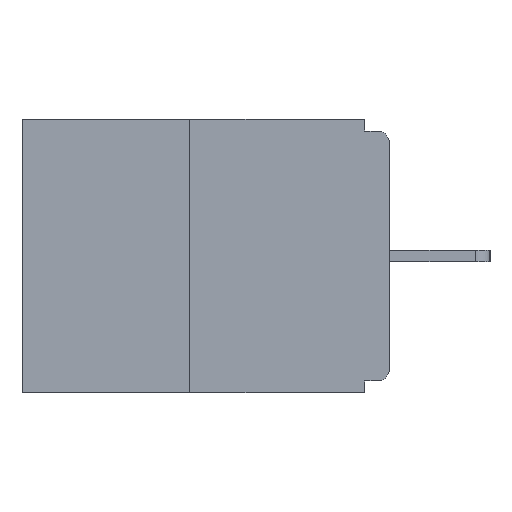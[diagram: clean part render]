
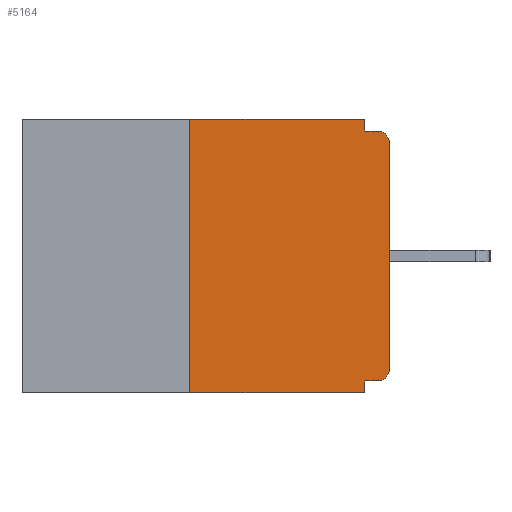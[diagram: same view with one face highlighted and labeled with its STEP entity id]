
A CAD part, left-side view. The second image highlights one B-rep face of the part: STEP entity #5164.
In plain terms, the highlighted planar face has unit normal (-1, 0, 0).
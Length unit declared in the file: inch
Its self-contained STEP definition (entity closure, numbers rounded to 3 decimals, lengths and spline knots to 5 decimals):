
#219 = ORIENTED_EDGE ( 'NONE', *, *, #3240, .F. ) ;
#264 = DIRECTION ( 'NONE',  ( 0., 0., -1. ) ) ;
#1453 = LINE ( 'NONE', #10688, #17642 ) ;
#1525 = DIRECTION ( 'NONE',  ( 0., -1., 0. ) ) ;
#1577 = CARTESIAN_POINT ( 'NONE',  ( 0., 0.46, 0. ) ) ;
#1647 = EDGE_CURVE ( 'NONE', #2281, #14050, #12089, .T. ) ;
#1668 = VECTOR ( 'NONE', #7608, 39.37008 ) ;
#1756 = DIRECTION ( 'NONE',  ( 0., 0., -1. ) ) ;
#1873 = LINE ( 'NONE', #1577, #3932 ) ;
#1895 = VECTOR ( 'NONE', #7137, 39.37008 ) ;
#2281 = VERTEX_POINT ( 'NONE', #5871 ) ;
#2315 = CARTESIAN_POINT ( 'NONE',  ( 0., 0.015, -0.015 ) ) ;
#2370 = EDGE_CURVE ( 'NONE', #6078, #2281, #1453, .T. ) ;
#2750 = VERTEX_POINT ( 'NONE', #7391 ) ;
#2858 = LINE ( 'NONE', #10743, #11259 ) ;
#2907 = LINE ( 'NONE', #10793, #1895 ) ;
#3240 = EDGE_CURVE ( 'NONE', #9251, #17335, #4371, .T. ) ;
#3406 = VECTOR ( 'NONE', #16661, 39.37008 ) ;
#3932 = VECTOR ( 'NONE', #12642, 39.37008 ) ;
#4371 = LINE ( 'NONE', #20047, #4741 ) ;
#4741 = VECTOR ( 'NONE', #16951, 39.37008 ) ;
#4972 = CARTESIAN_POINT ( 'NONE',  ( 0., 0.25, -0.343 ) ) ;
#5067 = VERTEX_POINT ( 'NONE', #13683 ) ;
#5164 = ADVANCED_FACE ( 'NONE', ( #14272 ), #13059, .F. ) ;
#5471 = ORIENTED_EDGE ( 'NONE', *, *, #1647, .F. ) ;
#5871 = CARTESIAN_POINT ( 'NONE',  ( 0., 0.031, -0.015 ) ) ;
#5948 = DIRECTION ( 'NONE',  ( -1., 0., 0. ) ) ;
#6078 = VERTEX_POINT ( 'NONE', #14322 ) ;
#6175 = DIRECTION ( 'NONE',  ( 0., 0., -1. ) ) ;
#6427 = EDGE_CURVE ( 'NONE', #5067, #9241, #2858, .T. ) ;
#6714 = CARTESIAN_POINT ( 'NONE',  ( 0., 0.46, 0. ) ) ;
#6838 = CIRCLE ( 'NONE', #17610, 0.015 ) ;
#7137 = DIRECTION ( 'NONE',  ( 0., -1., 0. ) ) ;
#7148 = CIRCLE ( 'NONE', #11732, 0.015 ) ;
#7391 = CARTESIAN_POINT ( 'NONE',  ( 0., 0.25, 0. ) ) ;
#7608 = DIRECTION ( 'NONE',  ( 0., 0., 1. ) ) ;
#7844 = CARTESIAN_POINT ( 'NONE',  ( 0., 0., -0.03 ) ) ;
#7967 = ORIENTED_EDGE ( 'NONE', *, *, #6427, .T. ) ;
#8595 = CARTESIAN_POINT ( 'NONE',  ( 0., 0.031, -0.343 ) ) ;
#9128 = CARTESIAN_POINT ( 'NONE',  ( 0., 0.015, -0.313 ) ) ;
#9236 = EDGE_LOOP ( 'NONE', ( #18687, #12252, #10571, #219, #13054, #12569, #7967, #15075, #5471, #12771 ) ) ;
#9241 = VERTEX_POINT ( 'NONE', #7844 ) ;
#9251 = VERTEX_POINT ( 'NONE', #11015 ) ;
#9316 = VERTEX_POINT ( 'NONE', #10075 ) ;
#10075 = CARTESIAN_POINT ( 'NONE',  ( 0., 0.015, -0.328 ) ) ;
#10571 = ORIENTED_EDGE ( 'NONE', *, *, #10675, .T. ) ;
#10666 = DIRECTION ( 'NONE',  ( 0., 0., -1. ) ) ;
#10675 = EDGE_CURVE ( 'NONE', #13799, #17335, #2907, .T. ) ;
#10688 = CARTESIAN_POINT ( 'NONE',  ( 0., 0.031, 0. ) ) ;
#10743 = CARTESIAN_POINT ( 'NONE',  ( 0., 0., 0. ) ) ;
#10793 = CARTESIAN_POINT ( 'NONE',  ( 0., 0.46, -0.343 ) ) ;
#10831 = EDGE_CURVE ( 'NONE', #9241, #14050, #7148, .T. ) ;
#11015 = CARTESIAN_POINT ( 'NONE',  ( 0., 0.031, -0.328 ) ) ;
#11093 = DIRECTION ( 'NONE',  ( -1., 0., 0. ) ) ;
#11112 = EDGE_CURVE ( 'NONE', #9316, #5067, #6838, .T. ) ;
#11259 = VECTOR ( 'NONE', #16962, 39.37008 ) ;
#11732 = AXIS2_PLACEMENT_3D ( 'NONE', #17410, #11093, #1756 ) ;
#12089 = LINE ( 'NONE', #20180, #12665 ) ;
#12252 = ORIENTED_EDGE ( 'NONE', *, *, #14536, .F. ) ;
#12569 = ORIENTED_EDGE ( 'NONE', *, *, #11112, .T. ) ;
#12642 = DIRECTION ( 'NONE',  ( 0., -1., 0. ) ) ;
#12665 = VECTOR ( 'NONE', #1525, 39.37008 ) ;
#12771 = ORIENTED_EDGE ( 'NONE', *, *, #2370, .F. ) ;
#13054 = ORIENTED_EDGE ( 'NONE', *, *, #18618, .F. ) ;
#13059 = PLANE ( 'NONE',  #16476 ) ;
#13683 = CARTESIAN_POINT ( 'NONE',  ( 0., 0., -0.313 ) ) ;
#13799 = VERTEX_POINT ( 'NONE', #4972 ) ;
#14050 = VERTEX_POINT ( 'NONE', #2315 ) ;
#14272 = FACE_OUTER_BOUND ( 'NONE', #9236, .T. ) ;
#14322 = CARTESIAN_POINT ( 'NONE',  ( 0., 0.031, 0. ) ) ;
#14351 = EDGE_CURVE ( 'NONE', #2750, #6078, #1873, .T. ) ;
#14536 = EDGE_CURVE ( 'NONE', #13799, #2750, #18155, .T. ) ;
#15075 = ORIENTED_EDGE ( 'NONE', *, *, #10831, .T. ) ;
#16096 = DIRECTION ( 'NONE',  ( 1., 0., 0. ) ) ;
#16476 = AXIS2_PLACEMENT_3D ( 'NONE', #6714, #16096, #264 ) ;
#16661 = DIRECTION ( 'NONE',  ( 0., 1., 0. ) ) ;
#16696 = CARTESIAN_POINT ( 'NONE',  ( 0., 0.25, 0. ) ) ;
#16754 = CARTESIAN_POINT ( 'NONE',  ( 0., 0., -0.328 ) ) ;
#16951 = DIRECTION ( 'NONE',  ( 0., 0., -1. ) ) ;
#16962 = DIRECTION ( 'NONE',  ( 0., 0., 1. ) ) ;
#17335 = VERTEX_POINT ( 'NONE', #8595 ) ;
#17410 = CARTESIAN_POINT ( 'NONE',  ( 0., 0.015, -0.03 ) ) ;
#17610 = AXIS2_PLACEMENT_3D ( 'NONE', #9128, #5948, #10666 ) ;
#17642 = VECTOR ( 'NONE', #6175, 39.37008 ) ;
#18012 = LINE ( 'NONE', #16754, #3406 ) ;
#18155 = LINE ( 'NONE', #16696, #1668 ) ;
#18618 = EDGE_CURVE ( 'NONE', #9316, #9251, #18012, .T. ) ;
#18687 = ORIENTED_EDGE ( 'NONE', *, *, #14351, .F. ) ;
#20047 = CARTESIAN_POINT ( 'NONE',  ( 0., 0.031, -0.343 ) ) ;
#20180 = CARTESIAN_POINT ( 'NONE',  ( 0., 0., -0.015 ) ) ;
